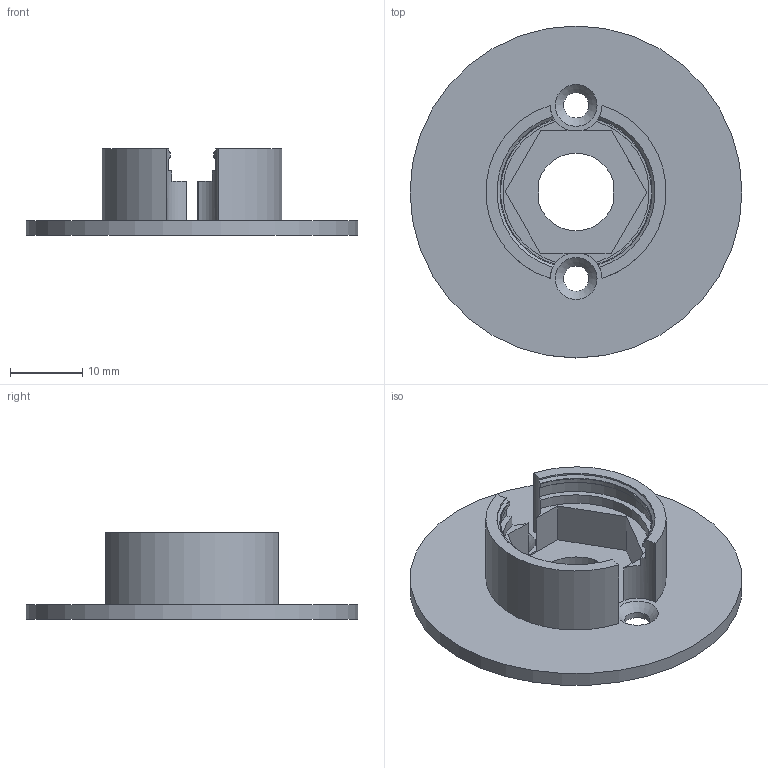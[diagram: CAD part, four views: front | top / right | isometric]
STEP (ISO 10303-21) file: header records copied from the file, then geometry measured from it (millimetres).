
FILE_DESCRIPTION(/* description */ (''),/* implementation_level */ '2;1');
FILE_NAME(/* name */ 'Valve coupler.step',/* time_stamp */ '2025-12-20T02:33:48Z',/* author */ (''),/* organization */ (''),/* preprocessor_version */ 'ST-DEVELOPER v20.1',/* originating_system */ 'Autodesk Translation Framework v14.21.0.0',/* authorisation */ '');
FILE_SCHEMA (('AUTOMOTIVE_DESIGN { 1 0 10303 214 3 1 1 }'));
Length unit declared in the file: millimetre
Products named in the file (1): Valve coupler
Bounding box: 46 x 46 x 12 mm (x, y, z)
Volume: 4622.9 mm3; surface area: 4860.5 mm2
Topology: 1 solids, 1 shells, 46 faces, 128 edges, 85 vertices
Faces by surface type: plane 21, cylinder 19, cone 6
Full cylindrical faces by diameter (mm): 3.5 x2, 46 x1
Entity records: 1558 total; most frequent: CARTESIAN_POINT 284, DIRECTION 275, ORIENTED_EDGE 256, EDGE_CURVE 128, AXIS2_PLACEMENT_3D 108, VERTEX_POINT 85, CIRCLE 61, LINE 59
